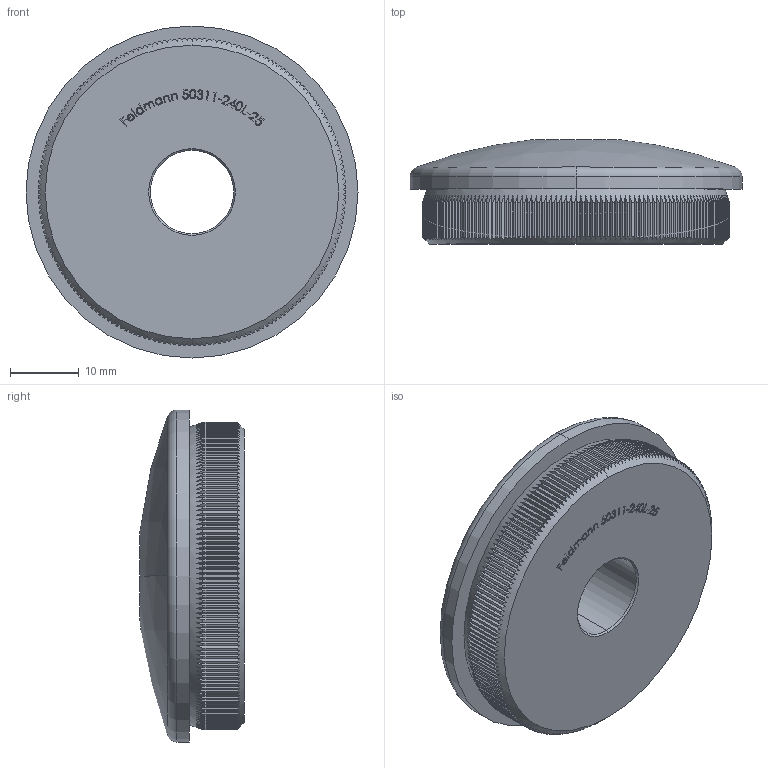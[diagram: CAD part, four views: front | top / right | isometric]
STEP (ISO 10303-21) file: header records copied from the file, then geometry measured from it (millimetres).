
FILE_DESCRIPTION (( 'STEP AP203' ), '1' );
FILE_NAME ('50311-240L.step', '2018-10-25T11:52:38', ( '' ), ( '' ), 'SwSTEP 2.0', 'SolidWorks 2015', '' );
FILE_SCHEMA (( 'CONFIG_CONTROL_DESIGN' ));
Length unit declared in the file: millimetre
Products named in the file (1): 50311-240L
Bounding box: 48.3 x 15.19 x 48.3 mm (x, y, z)
Volume: 20008.1 mm3; surface area: 6043.6 mm2
Topology: 1 solids, 1 shells, 843 faces, 2432 edges, 1618 vertices
Faces by surface type: plane 529, cylinder 194, bspline 108, cone 8, torus 2, sphere 2
Entity records: 34497 total; most frequent: CARTESIAN_POINT 14114, ORIENTED_EDGE 4864, DIRECTION 3334, EDGE_CURVE 2432, VERTEX_POINT 1618, AXIS2_PLACEMENT_3D 1142, LINE 1050, VECTOR 1050
